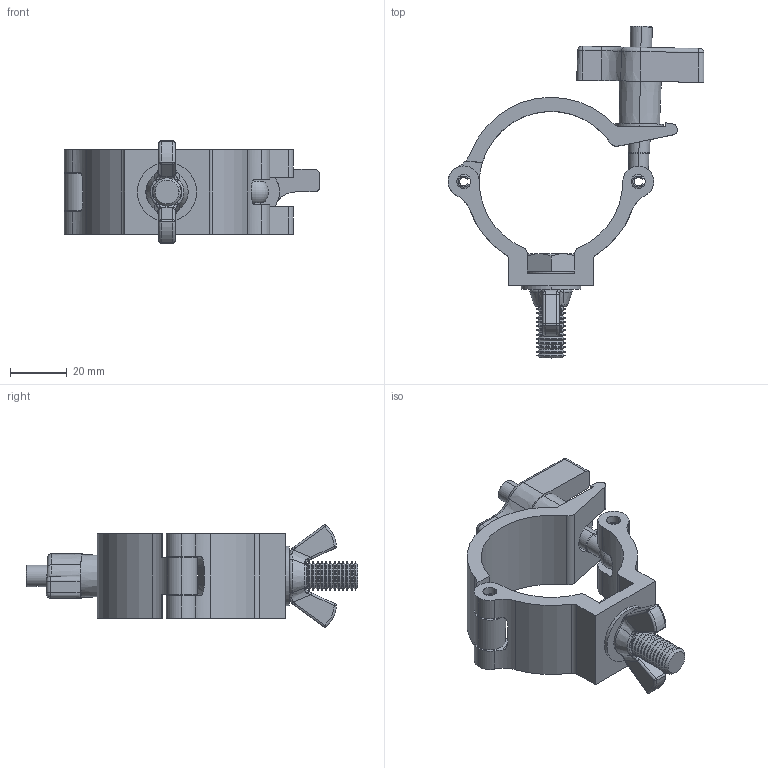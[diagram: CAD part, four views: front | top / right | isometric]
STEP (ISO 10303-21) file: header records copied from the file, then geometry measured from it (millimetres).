
FILE_DESCRIPTION (( 'STEP AP203' ), '1' );
FILE_NAME ('T58122 & T5812201.STEP', '2018-08-08T13:19:29', ( '' ), ( '' ), 'SwSTEP 2.0', 'SolidWorks 2016', '' );
FILE_SCHEMA (( 'CONFIG_CONTROL_DESIGN' ));
Length unit declared in the file: millimetre
Products named in the file (14): T78018; TH3449; F771; Doughty Knob_S3136; B Washer_Bright washer BS 4320 - M8 (Form B); Hex Bolt_ISO 4016 - M10 x 30 x 30-WS; F882_DIN 315-M12-GT-C-N; TH376_TH376; F2635_F2635; TH651_TH651; T58122 & T5812201; TH2008_TH2008 - 30MM WIDE; B Washer_Bright washer BS 4320 - M10 (Form B); TH2007_TH2007 - 30MM WIDE
Assembly tree (14 placements, depth 3):
  T58122 & T5812201
    TH651_TH651
      TH2007_TH2007 - 30MM WIDE
    F771  x2
    TH376_TH376
      TH2008_TH2008 - 30MM WIDE
    T78018
      TH3449
      B Washer_Bright washer BS 4320 - M8 (Form B)
      Doughty Knob_S3136
    F2635_F2635
      Hex Bolt_ISO 4016 - M10 x 30 x 30-WS
      B Washer_Bright washer BS 4320 - M10 (Form B)
      F882_DIN 315-M12-GT-C-N
Bounding box: 90.51 x 117.46 x 36.21 mm (x, y, z)
Volume: 46394.5 mm3; surface area: 26923.3 mm2
Topology: 10 solids, 10 shells, 420 faces, 1028 edges, 622 vertices
Faces by surface type: cone 144, cylinder 136, plane 80, bspline 28, torus 24, sphere 8
Entity records: 14202 total; most frequent: CARTESIAN_POINT 3027, DIRECTION 2212, ORIENTED_EDGE 1964, EDGE_CURVE 982, AXIS2_PLACEMENT_3D 913, VERTEX_POINT 598, CIRCLE 516, EDGE_LOOP 428
